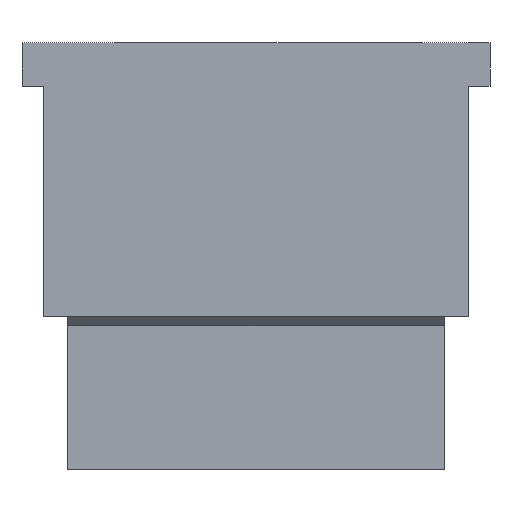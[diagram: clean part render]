
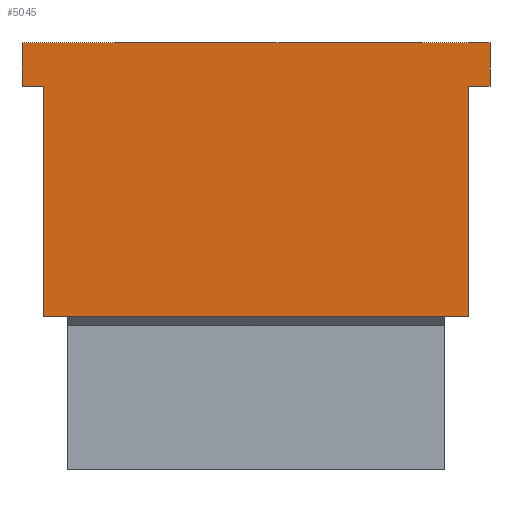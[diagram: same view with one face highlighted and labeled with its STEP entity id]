
A CAD part, front view. The second image highlights one B-rep face of the part: STEP entity #5045.
In plain terms, the highlighted planar face has unit normal (0, -1, 0).
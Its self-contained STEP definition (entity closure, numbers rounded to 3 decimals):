
#105=DIRECTION('',(-1.,0.,0.));
#106=VECTOR('',#105,9.75);
#107=CARTESIAN_POINT('',(4.875,-1.2,0.4));
#108=LINE('',#107,#106);
#1361=DIRECTION('',(0.,0.,-1.));
#1362=VECTOR('',#1361,1.);
#1363=CARTESIAN_POINT('',(5.375,-1.2,6.7));
#1364=LINE('',#1363,#1362);
#1373=DIRECTION('',(1.,0.,0.));
#1374=VECTOR('',#1373,0.5);
#1375=CARTESIAN_POINT('',(-5.375,-1.2,5.7));
#1376=LINE('',#1375,#1374);
#1405=DIRECTION('',(1.,0.,0.));
#1406=VECTOR('',#1405,0.5);
#1407=CARTESIAN_POINT('',(4.875,-1.2,5.7));
#1408=LINE('',#1407,#1406);
#1409=DIRECTION('',(0.,0.,-1.));
#1410=VECTOR('',#1409,5.3);
#1411=CARTESIAN_POINT('',(-4.875,-1.2,5.7));
#1412=LINE('',#1411,#1410);
#1413=DIRECTION('',(0.,0.,-1.));
#1414=VECTOR('',#1413,5.3);
#1415=CARTESIAN_POINT('',(4.875,-1.2,5.7));
#1416=LINE('',#1415,#1414);
#1417=DIRECTION('',(1.,0.,0.));
#1418=VECTOR('',#1417,10.75);
#1419=CARTESIAN_POINT('',(-5.375,-1.2,6.7));
#1420=LINE('',#1419,#1418);
#1437=DIRECTION('',(0.,0.,-1.));
#1438=VECTOR('',#1437,1.);
#1439=CARTESIAN_POINT('',(-5.375,-1.2,6.7));
#1440=LINE('',#1439,#1438);
#2841=CARTESIAN_POINT('',(-5.375,-1.2,5.7));
#2843=VERTEX_POINT('',#2841);
#2847=CARTESIAN_POINT('',(-5.375,-1.2,6.7));
#2848=VERTEX_POINT('',#2847);
#2853=CARTESIAN_POINT('',(5.375,-1.2,6.7));
#2854=CARTESIAN_POINT('',(5.375,-1.2,5.7));
#2855=VERTEX_POINT('',#2853);
#2856=VERTEX_POINT('',#2854);
#2858=CARTESIAN_POINT('',(4.875,-1.2,0.4));
#2860=VERTEX_POINT('',#2858);
#2861=CARTESIAN_POINT('',(-4.875,-1.2,0.4));
#2862=VERTEX_POINT('',#2861);
#2865=CARTESIAN_POINT('',(-4.875,-1.2,5.7));
#2867=VERTEX_POINT('',#2865);
#2869=CARTESIAN_POINT('',(4.875,-1.2,5.7));
#2870=VERTEX_POINT('',#2869);
#5028=CARTESIAN_POINT('',(-5.375,-1.2,6.7));
#5029=DIRECTION('',(0.,-1.,0.));
#5030=DIRECTION('',(0.,0.,-1.));
#5031=AXIS2_PLACEMENT_3D('',#5028,#5029,#5030);
#5032=PLANE('',#5031);
#5033=ORIENTED_EDGE('',*,*,#5009,.F.);
#5035=ORIENTED_EDGE('',*,*,#5034,.T.);
#5036=ORIENTED_EDGE('',*,*,#3296,.T.);
#5037=ORIENTED_EDGE('',*,*,#5021,.F.);
#5038=ORIENTED_EDGE('',*,*,#4970,.F.);
#5040=ORIENTED_EDGE('',*,*,#5039,.F.);
#5041=ORIENTED_EDGE('',*,*,#4888,.T.);
#5042=ORIENTED_EDGE('',*,*,#4954,.T.);
#5043=EDGE_LOOP('',(#5033,#5035,#5036,#5037,#5038,#5040,#5041,#5042));
#5044=FACE_OUTER_BOUND('',#5043,.F.);
#5045=ADVANCED_FACE('',(#5044),#5032,.T.);
#3296=EDGE_CURVE('',#2860,#2862,#108,.T.);
#4888=EDGE_CURVE('',#2848,#2855,#1420,.T.);
#4954=EDGE_CURVE('',#2855,#2856,#1364,.T.);
#4970=EDGE_CURVE('',#2843,#2867,#1376,.T.);
#5009=EDGE_CURVE('',#2870,#2856,#1408,.T.);
#5021=EDGE_CURVE('',#2867,#2862,#1412,.T.);
#5034=EDGE_CURVE('',#2870,#2860,#1416,.T.);
#5039=EDGE_CURVE('',#2848,#2843,#1440,.T.);
